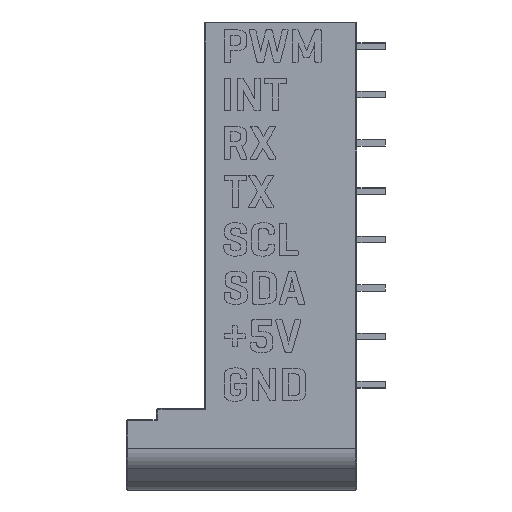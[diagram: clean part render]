
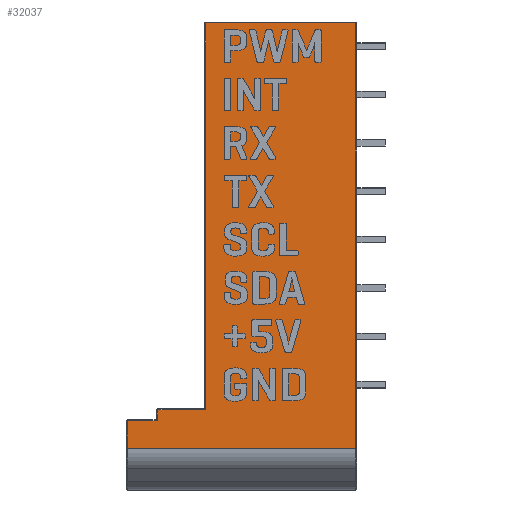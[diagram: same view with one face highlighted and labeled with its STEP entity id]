
A CAD part, left-side view. The second image highlights one B-rep face of the part: STEP entity #32037.
In plain terms, the highlighted planar face has unit normal (-1, 0, 0).
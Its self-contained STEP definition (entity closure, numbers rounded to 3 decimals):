
#118=CIRCLE('',#33332,0.1);
#2186=FACE_OUTER_BOUND('',#3920,.T.);
#3920=EDGE_LOOP('',(#25830,#25831,#25832,#25833,#25834,#25835,#25836,#25837,
#25838,#25839));
#6486=LINE('',#52531,#9720);
#6731=LINE('',#53119,#9965);
#6898=LINE('',#53460,#10132);
#6899=LINE('',#53462,#10133);
#6900=LINE('',#53464,#10134);
#6901=LINE('',#53468,#10135);
#6902=LINE('',#53470,#10136);
#6903=LINE('',#53505,#10137);
#9720=VECTOR('',#37309,1.);
#9965=VECTOR('',#37658,1.);
#10132=VECTOR('',#37835,1.);
#10133=VECTOR('',#37836,1.);
#10134=VECTOR('',#37837,1.);
#10135=VECTOR('',#37840,1.);
#10136=VECTOR('',#37841,1.);
#10137=VECTOR('',#37842,1.);
#11943=B_SPLINE_CURVE_WITH_KNOTS('',3,(#53471,#53472,#53473,#53474,#53475,
#53476,#53477,#53478,#53479,#53480,#53481,#53482,#53483,#53484,#53485,#53486,
#53487,#53488,#53489,#53490,#53491,#53492,#53493,#53494,#53495,#53496,#53497,
#53498,#53499,#53500,#53501,#53502,#53503,#53504),.UNSPECIFIED.,.F.,.F.,
(4,3,3,3,3,3,3,3,3,3,3,4),(3.142,3.321,3.502,
3.549,3.726,3.911,3.927,4.124,
4.321,4.516,4.697,4.712),
 .UNSPECIFIED.);
#13946=VERTEX_POINT('',#52525);
#13948=VERTEX_POINT('',#52529);
#14212=VERTEX_POINT('',#53116);
#14213=VERTEX_POINT('',#53118);
#14382=VERTEX_POINT('',#53459);
#14383=VERTEX_POINT('',#53461);
#14384=VERTEX_POINT('',#53463);
#14385=VERTEX_POINT('',#53465);
#14386=VERTEX_POINT('',#53467);
#14387=VERTEX_POINT('',#53469);
#17870=EDGE_CURVE('',#13946,#13948,#6486,.T.);
#18150=EDGE_CURVE('',#14213,#14212,#6731,.T.);
#18320=EDGE_CURVE('',#14212,#14382,#6898,.T.);
#18321=EDGE_CURVE('',#14382,#14383,#6899,.T.);
#18322=EDGE_CURVE('',#14383,#14384,#6900,.T.);
#18323=EDGE_CURVE('',#14385,#14384,#118,.T.);
#18324=EDGE_CURVE('',#14385,#14386,#6901,.T.);
#18325=EDGE_CURVE('',#14386,#14387,#6902,.T.);
#18326=EDGE_CURVE('',#13946,#14387,#11943,.T.);
#18327=EDGE_CURVE('',#13948,#14213,#6903,.T.);
#25830=ORIENTED_EDGE('',*,*,#18150,.T.);
#25831=ORIENTED_EDGE('',*,*,#18320,.T.);
#25832=ORIENTED_EDGE('',*,*,#18321,.T.);
#25833=ORIENTED_EDGE('',*,*,#18322,.T.);
#25834=ORIENTED_EDGE('',*,*,#18323,.F.);
#25835=ORIENTED_EDGE('',*,*,#18324,.T.);
#25836=ORIENTED_EDGE('',*,*,#18325,.T.);
#25837=ORIENTED_EDGE('',*,*,#18326,.F.);
#25838=ORIENTED_EDGE('',*,*,#17870,.T.);
#25839=ORIENTED_EDGE('',*,*,#18327,.T.);
#28953=PLANE('',#33331);
#32037=ADVANCED_FACE('',(#2186),#28953,.F.);
#33331=AXIS2_PLACEMENT_3D('',#53458,#37833,#37834);
#33332=AXIS2_PLACEMENT_3D('',#53466,#37838,#37839);
#37309=DIRECTION('',(0.,1.,0.));
#37658=DIRECTION('',(0.,-1.,0.));
#37833=DIRECTION('center_axis',(1.,0.,0.));
#37834=DIRECTION('ref_axis',(0.,0.,-1.));
#37835=DIRECTION('',(0.,0.,1.));
#37836=DIRECTION('',(0.,1.,0.));
#37837=DIRECTION('',(0.,0.,-1.));
#37838=DIRECTION('center_axis',(-1.,0.,0.));
#37839=DIRECTION('ref_axis',(0.,0.,-1.));
#37840=DIRECTION('',(0.,1.,0.));
#37841=DIRECTION('',(0.,0.,-1.));
#37842=DIRECTION('',(0.,0.,-1.));
#52525=CARTESIAN_POINT('',(-12.7,10.55,-10.789));
#52529=CARTESIAN_POINT('',(-12.7,12.05,-10.789));
#52531=CARTESIAN_POINT('',(-12.7,12.1,-10.789));
#53116=CARTESIAN_POINT('',(-12.7,0.05,-12.22));
#53118=CARTESIAN_POINT('',(-12.7,12.05,-12.22));
#53119=CARTESIAN_POINT('',(-12.7,8.,-12.22));
#53458=CARTESIAN_POINT('Origin',(-12.7,8.,-10.16));
#53459=CARTESIAN_POINT('',(-12.7,0.05,10.11));
#53460=CARTESIAN_POINT('',(-12.7,0.05,-10.16));
#53461=CARTESIAN_POINT('',(-12.7,7.95,10.11));
#53462=CARTESIAN_POINT('',(-12.7,8.,10.11));
#53463=CARTESIAN_POINT('',(-12.7,7.95,-10.11));
#53464=CARTESIAN_POINT('',(-12.7,7.95,-10.16));
#53465=CARTESIAN_POINT('',(-12.7,8.05,-10.21));
#53466=CARTESIAN_POINT('Origin',(-12.7,8.05,-10.11));
#53467=CARTESIAN_POINT('',(-12.7,10.45,-10.21));
#53468=CARTESIAN_POINT('',(-12.7,10.5,-10.21));
#53469=CARTESIAN_POINT('',(-12.7,10.45,-10.647));
#53470=CARTESIAN_POINT('',(-12.7,10.45,-10.668));
#53471=CARTESIAN_POINT('Ctrl Pts',(-12.7,10.55,-10.789));
#53472=CARTESIAN_POINT('Ctrl Pts',(-12.7,10.545,-10.789));
#53473=CARTESIAN_POINT('Ctrl Pts',(-12.7,10.539,-10.788));
#53474=CARTESIAN_POINT('Ctrl Pts',(-12.7,10.533,-10.787));
#53475=CARTESIAN_POINT('Ctrl Pts',(-12.7,10.528,-10.785));
#53476=CARTESIAN_POINT('Ctrl Pts',(-12.7,10.522,-10.783));
#53477=CARTESIAN_POINT('Ctrl Pts',(-12.7,10.516,-10.78));
#53478=CARTESIAN_POINT('Ctrl Pts',(-12.7,10.515,-10.78));
#53479=CARTESIAN_POINT('Ctrl Pts',(-12.7,10.513,-10.779));
#53480=CARTESIAN_POINT('Ctrl Pts',(-12.7,10.512,-10.778));
#53481=CARTESIAN_POINT('Ctrl Pts',(-12.7,10.506,-10.775));
#53482=CARTESIAN_POINT('Ctrl Pts',(-12.7,10.501,-10.771));
#53483=CARTESIAN_POINT('Ctrl Pts',(-12.7,10.496,-10.766));
#53484=CARTESIAN_POINT('Ctrl Pts',(-12.7,10.49,-10.761));
#53485=CARTESIAN_POINT('Ctrl Pts',(-12.7,10.485,-10.755));
#53486=CARTESIAN_POINT('Ctrl Pts',(-12.7,10.48,-10.749));
#53487=CARTESIAN_POINT('Ctrl Pts',(-12.7,10.48,-10.748));
#53488=CARTESIAN_POINT('Ctrl Pts',(-12.7,10.48,-10.748));
#53489=CARTESIAN_POINT('Ctrl Pts',(-12.7,10.479,-10.747));
#53490=CARTESIAN_POINT('Ctrl Pts',(-12.7,10.474,-10.74));
#53491=CARTESIAN_POINT('Ctrl Pts',(-12.7,10.47,-10.733));
#53492=CARTESIAN_POINT('Ctrl Pts',(-12.7,10.466,-10.725));
#53493=CARTESIAN_POINT('Ctrl Pts',(-12.7,10.463,-10.717));
#53494=CARTESIAN_POINT('Ctrl Pts',(-12.7,10.46,-10.708));
#53495=CARTESIAN_POINT('Ctrl Pts',(-12.7,10.457,-10.699));
#53496=CARTESIAN_POINT('Ctrl Pts',(-12.7,10.455,-10.691));
#53497=CARTESIAN_POINT('Ctrl Pts',(-12.7,10.453,-10.682));
#53498=CARTESIAN_POINT('Ctrl Pts',(-12.7,10.452,-10.673));
#53499=CARTESIAN_POINT('Ctrl Pts',(-12.7,10.451,-10.665));
#53500=CARTESIAN_POINT('Ctrl Pts',(-12.7,10.45,-10.657));
#53501=CARTESIAN_POINT('Ctrl Pts',(-12.7,10.45,-10.649));
#53502=CARTESIAN_POINT('Ctrl Pts',(-12.7,10.45,-10.649));
#53503=CARTESIAN_POINT('Ctrl Pts',(-12.7,10.45,-10.648));
#53504=CARTESIAN_POINT('Ctrl Pts',(-12.7,10.45,-10.647));
#53505=CARTESIAN_POINT('',(-12.7,12.05,-10.16));
